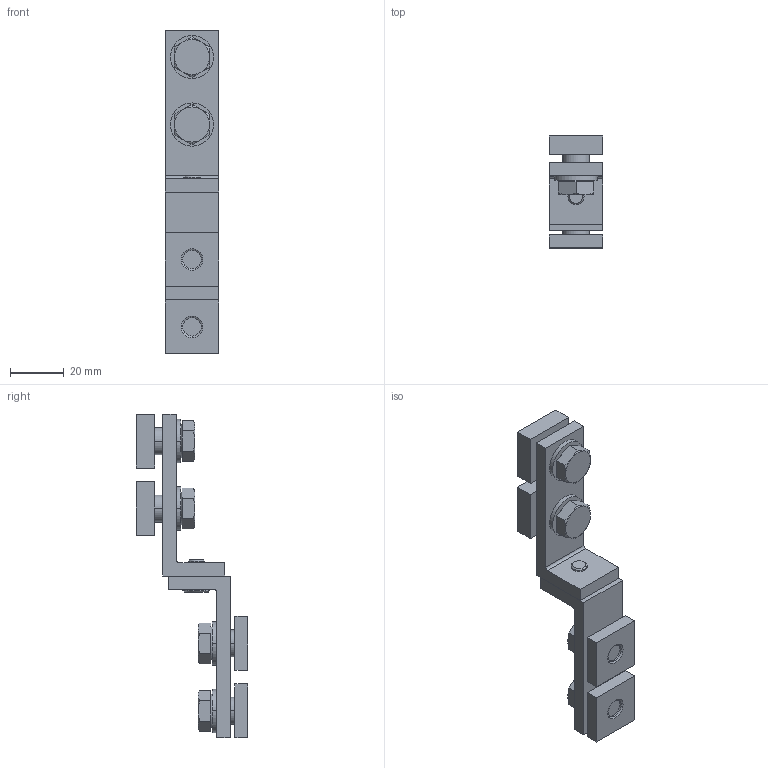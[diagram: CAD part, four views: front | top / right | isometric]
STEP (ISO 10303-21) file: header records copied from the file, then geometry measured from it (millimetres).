
FILE_DESCRIPTION(('Creo Elements/Direct Modeling STEP Export'),'2;1');
FILE_NAME('44.0460.4.3_Feldwinkel-Flächenelemente_.stp','2022-03-21T 9:02:16',(''),(''),'PTC Creo Elements/Direct Modeling STEP processor for AP214 (Solid Model)','PTC Creo Elements/Direct Modeling 19.0C 15-Aug-2015 (C) Parametric Technology GmbH','');
FILE_SCHEMA(('AUTOMOTIVE_DESIGN { 1 0 10303 214 1 1 1 1 }'));
Length unit declared in the file: millimetre
Products named in the file (9): Unterlegscheibe-DIN125_A84-verz_11432_PX174478.03; Feldwinkel-oben_60x23x20x5_96.7031_PX175483; Vierkantnutenstein-MMS-44_M8_44.0065_44.0065; Schraube_M_6x10_DIN_912_M6x6-8.8_blank_12667_PX175485; Vierkantnutenstein-MMS-55_M8_55.0065_PX175487; Sechskantschraube_DIN933_M8x16-8.02; Feldwinkel-unten_60x23x20x5_96.7028_PX175484; Sechskantschraube_DIN933_M8x12-8.8-verz_11788_PX175486; Feldwinkel-Flächenelemente_44.0460.4.3_PX175488
Assembly tree (15 placements, depth 2):
  Feldwinkel-Flächenelemente_44.0460.4.3_PX175488
    Sechskantschraube_DIN933_M8x12-8.8-verz_11788_PX175486  x2
    Sechskantschraube_DIN933_M8x16-8.02  x2
    Feldwinkel-unten_60x23x20x5_96.7028_PX175484
    Unterlegscheibe-DIN125_A84-verz_11432_PX174478.03  x4
    Vierkantnutenstein-MMS-55_M8_55.0065_PX175487  x2
    Schraube_M_6x10_DIN_912_M6x6-8.8_blank_12667_PX175485
    Vierkantnutenstein-MMS-44_M8_44.0065_44.0065  x2
    Feldwinkel-oben_60x23x20x5_96.7031_PX175483
Bounding box: 20 x 41.3 x 120 mm (x, y, z)
Volume: 29840.5 mm3; surface area: 19483.8 mm2
Topology: 15 solids, 15 shells, 256 faces, 560 edges, 344 vertices
Faces by surface type: plane 122, cone 72, cylinder 62
Entity records: 4756 total; most frequent: CARTESIAN_POINT 1381, ORIENTED_EDGE 660, DIRECTION 556, EDGE_CURVE 330, VERTEX_POINT 204, AXIS2_PLACEMENT_3D 195, EDGE_LOOP 172, VECTOR 166
